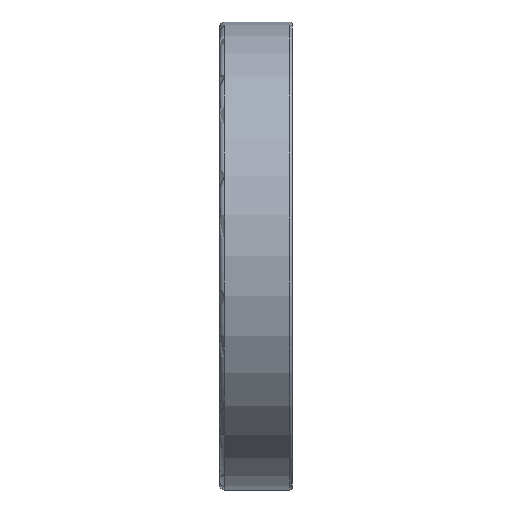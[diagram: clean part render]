
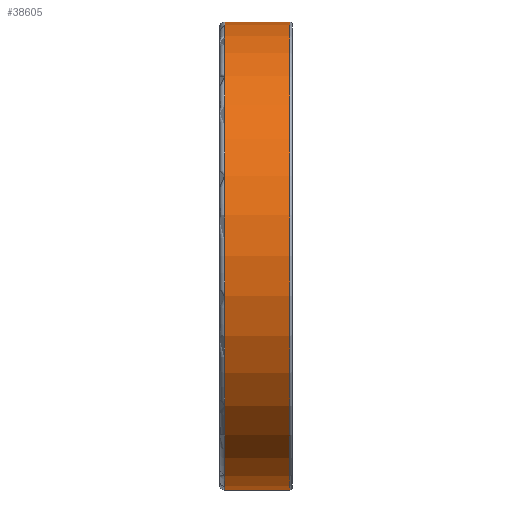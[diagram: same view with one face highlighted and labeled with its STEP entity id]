
A CAD part, top view. The second image highlights one B-rep face of the part: STEP entity #38605.
In plain terms, the highlighted cylindrical face has radius 90 mm (diameter 180 mm), a partial arc.
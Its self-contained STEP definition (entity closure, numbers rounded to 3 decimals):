
#29022=DIRECTION('',(-1.,0.,0.));
#29023=VECTOR('',#29022,25.);
#29024=CARTESIAN_POINT('',(13.,90.,0.));
#29025=LINE('',#29024,#29023);
#29029=DIRECTION('',(-1.,0.,0.));
#29030=VECTOR('',#29029,25.);
#29031=CARTESIAN_POINT('',(13.,-90.,0.));
#29032=LINE('',#29031,#29030);
#29044=CARTESIAN_POINT('',(13.,0.,0.));
#29045=DIRECTION('',(1.,0.,0.));
#29046=DIRECTION('',(0.,1.,0.));
#29047=AXIS2_PLACEMENT_3D('',#29044,#29045,#29046);
#29052=CARTESIAN_POINT('',(-12.,0.,0.));
#29053=DIRECTION('',(1.,0.,0.));
#29054=DIRECTION('',(0.,1.,0.));
#29055=AXIS2_PLACEMENT_3D('',#29052,#29053,#29054);
#35743=CARTESIAN_POINT('',(13.,90.,0.));
#35744=CARTESIAN_POINT('',(-12.,90.,0.));
#35745=VERTEX_POINT('',#35743);
#35746=VERTEX_POINT('',#35744);
#35755=CARTESIAN_POINT('',(13.,-90.,0.));
#35756=CARTESIAN_POINT('',(-12.,-90.,0.));
#35757=VERTEX_POINT('',#35755);
#35758=VERTEX_POINT('',#35756);
#38593=CARTESIAN_POINT('',(-15.4,0.,0.));
#38594=DIRECTION('',(1.,0.,0.));
#38595=DIRECTION('',(0.,-1.,0.));
#38596=AXIS2_PLACEMENT_3D('',#38593,#38594,#38595);
#38597=CYLINDRICAL_SURFACE('',#38596,90.);
#38598=ORIENTED_EDGE('',*,*,#38583,.F.);
#38599=ORIENTED_EDGE('',*,*,#38560,.T.);
#38600=ORIENTED_EDGE('',*,*,#38587,.T.);
#38602=ORIENTED_EDGE('',*,*,#38601,.F.);
#38603=EDGE_LOOP('',(#38598,#38599,#38600,#38602));
#38604=FACE_OUTER_BOUND('',#38603,.F.);
#29048=CIRCLE('',#29047,90.);
#29056=CIRCLE('',#29055,90.);
#38560=EDGE_CURVE('',#35745,#35757,#29048,.T.);
#38583=EDGE_CURVE('',#35745,#35746,#29025,.T.);
#38587=EDGE_CURVE('',#35757,#35758,#29032,.T.);
#38601=EDGE_CURVE('',#35746,#35758,#29056,.T.);
#38605=ADVANCED_FACE('',(#38604),#38597,.T.);
